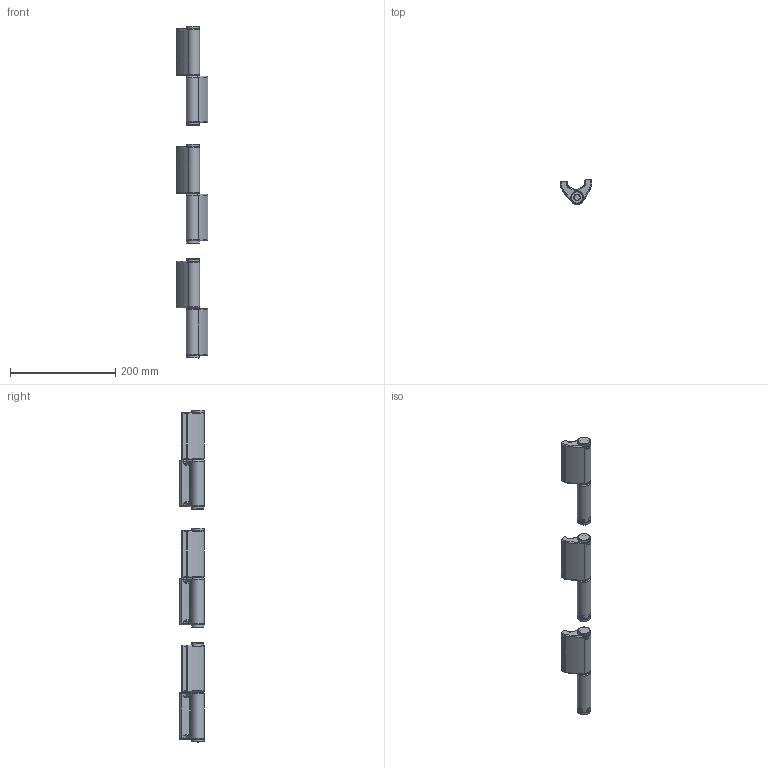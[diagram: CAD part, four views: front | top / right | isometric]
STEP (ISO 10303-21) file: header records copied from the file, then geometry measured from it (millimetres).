
FILE_DESCRIPTION(/* description */ (''),/* implementation_level */ '2;1');
FILE_NAME(/* name */ 'GJ10530HOR.stp',/* time_stamp */ '2019-12-02T10:53:01+01:00',/* author */ ('DBARI'),/* organization */ (''),/* preprocessor_version */ 'ST-DEVELOPER v17.2',/* originating_system */ 'Autodesk Inventor 2019',/* authorisation */ '');
FILE_SCHEMA (('AUTOMOTIVE_DESIGN { 1 0 10303 214 3 1 1 }'));
Length unit declared in the file: millimetre
Products named in the file (10): GJ10530HOR; 1514GJSOL.stp; 22849U; JIS B 1177 Bout plat - M16 x 12; 22876; 22841; DIN 71412 - AM 6 (conique court); 22851_B; AXE PAUMELLE STANDARD; 22851-1
Assembly tree (20 placements, depth 4):
  GJ10530HOR
    22849U  x2
    JIS B 1177 Bout plat - M16 x 12
    22876  x2
    22841
    DIN 71412 - AM 6 (conique court)
    22851_B
      AXE PAUMELLE STANDARD
      22851-1
    1514GJSOL.stp  x2
      22849U
      JIS B 1177 Bout plat - M16 x 12
      22876
      22841
      DIN 71412 - AM 6 (conique court)
      22851_B
        AXE PAUMELLE STANDARD
        22851-1
Bounding box: 60.35 x 46.96 x 630.92 mm (x, y, z)
Volume: 438228.2 mm3; surface area: 170199.7 mm2
Topology: 27 solids, 27 shells, 1206 faces, 3036 edges, 1935 vertices
Faces by surface type: cylinder 468, plane 288, torus 285, cone 93, sphere 36, bspline 36
Full cylindrical faces by diameter (mm): 3 x9, 4.917 x3, 6 x3, 13.5 x9, 13.95 x3, 14.1 x6, 15.6 x24, 16 x9, 20 x3, 21.5 x6, 23.7 x6
Entity records: 8560 total; most frequent: CARTESIAN_POINT 2311, DIRECTION 1352, ORIENTED_EDGE 1188, EDGE_CURVE 594, AXIS2_PLACEMENT_3D 589, VERTEX_POINT 389, CIRCLE 308, EDGE_LOOP 267
